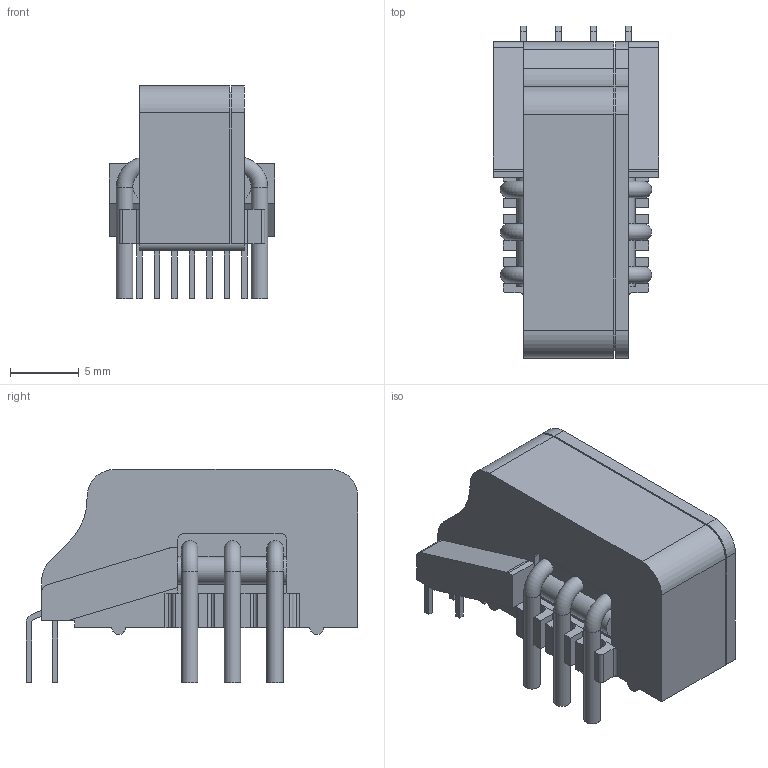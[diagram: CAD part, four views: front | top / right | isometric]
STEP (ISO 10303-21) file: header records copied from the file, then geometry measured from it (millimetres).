
FILE_DESCRIPTION(('FreeCAD Model'),'2;1');
FILE_NAME('LEM_HO-NP.step', '2017-03-17T19:00:55',('Author'),(''), 'Open CASCADE STEP processor 6.8','FreeCAD','Unknown');
FILE_SCHEMA(('AUTOMOTIVE_DESIGN_CC2 { 1 2 10303 214 -1 1 5 4 }'));
Length unit declared in the file: millimetre
Products named in the file (1): LEM_HO-NP
Bounding box: 12 x 24.14 x 15.5 mm (x, y, z)
Volume: 2069.7 mm3; surface area: 1596.3 mm2
Topology: 1 solids, 1 shells, 262 faces, 712 edges, 452 vertices
Faces by surface type: plane 182, cylinder 74, torus 6
Full cylindrical faces by diameter (mm): 1.2 x6
Entity records: 14100 total; most frequent: CARTESIAN_POINT 6346, PCURVE 1212, ORIENTED_EDGE 1104, LINE 845, EDGE_CURVE 712, SURFACE_CURVE 621, DEFINITIONAL_REPRESENTATION 582, VERTEX_POINT 452
